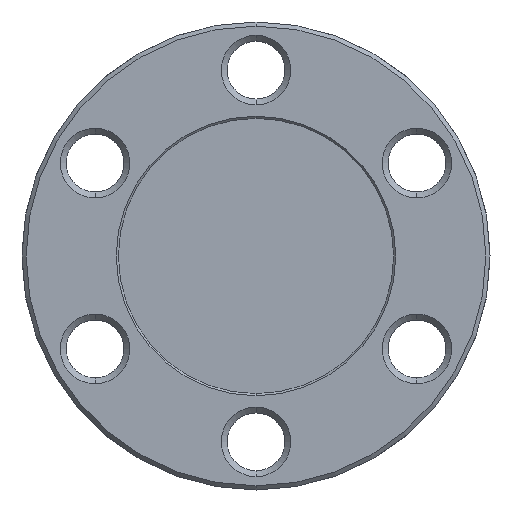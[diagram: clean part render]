
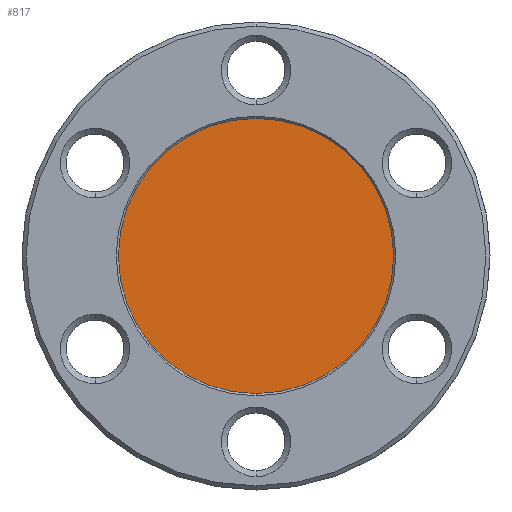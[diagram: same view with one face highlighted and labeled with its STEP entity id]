
A CAD part, front view. The second image highlights one B-rep face of the part: STEP entity #817.
In plain terms, the highlighted planar face has unit normal (0, -1, 0).
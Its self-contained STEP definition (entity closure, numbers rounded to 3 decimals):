
#110 = AXIS2_PLACEMENT_3D ( 'NONE', #1827, #706, #2013 ) ;
#120 = EDGE_CURVE ( 'NONE', #342, #1284, #1042, .T. ) ;
#342 = VERTEX_POINT ( 'NONE', #422 ) ;
#410 = CARTESIAN_POINT ( 'NONE',  ( 0., 1.8, -10.725 ) ) ;
#422 = CARTESIAN_POINT ( 'NONE',  ( 0., 1.8, 10.725 ) ) ;
#682 = ORIENTED_EDGE ( 'NONE', *, *, #120, .T. ) ;
#706 = DIRECTION ( 'NONE',  ( 0., -1., 0. ) ) ;
#731 = EDGE_LOOP ( 'NONE', ( #1072, #682 ) ) ;
#817 = ADVANCED_FACE ( 'NONE', ( #1707 ), #866, .F. ) ;
#834 = DIRECTION ( 'NONE',  ( 0., -1., 0. ) ) ;
#866 = PLANE ( 'NONE',  #1341 ) ;
#945 = DIRECTION ( 'NONE',  ( 0., 1., 0. ) ) ;
#1042 = CIRCLE ( 'NONE', #1898, 10.725 ) ;
#1072 = ORIENTED_EDGE ( 'NONE', *, *, #1706, .T. ) ;
#1223 = DIRECTION ( 'NONE',  ( 0., 0., -1. ) ) ;
#1284 = VERTEX_POINT ( 'NONE', #410 ) ;
#1341 = AXIS2_PLACEMENT_3D ( 'NONE', #2336, #945, #1582 ) ;
#1410 = CIRCLE ( 'NONE', #110, 10.725 ) ;
#1582 = DIRECTION ( 'NONE',  ( 0., 0., 1. ) ) ;
#1605 = CARTESIAN_POINT ( 'NONE',  ( 0., 1.8, 0. ) ) ;
#1706 = EDGE_CURVE ( 'NONE', #1284, #342, #1410, .T. ) ;
#1707 = FACE_OUTER_BOUND ( 'NONE', #731, .T. ) ;
#1827 = CARTESIAN_POINT ( 'NONE',  ( 0., 1.8, 0. ) ) ;
#1898 = AXIS2_PLACEMENT_3D ( 'NONE', #1605, #834, #1223 ) ;
#2013 = DIRECTION ( 'NONE',  ( 0., 0., -1. ) ) ;
#2336 = CARTESIAN_POINT ( 'NONE',  ( 0., 1.8, 9.6 ) ) ;
